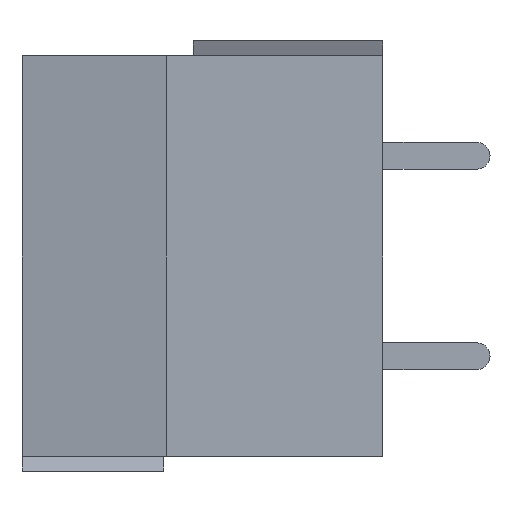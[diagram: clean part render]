
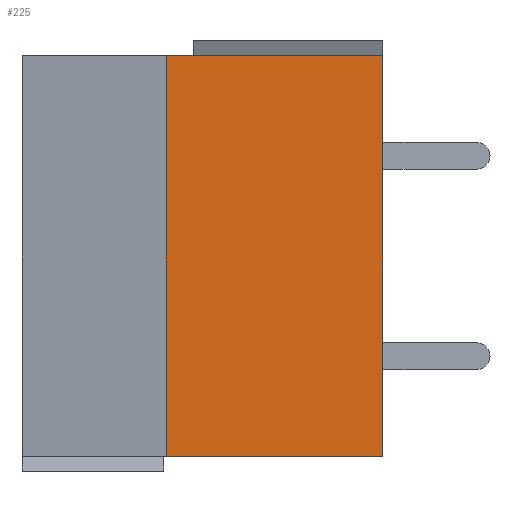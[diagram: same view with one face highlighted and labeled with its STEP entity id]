
A CAD part, left-side view. The second image highlights one B-rep face of the part: STEP entity #225.
In plain terms, the highlighted planar face has unit normal (-1, 0, 0).
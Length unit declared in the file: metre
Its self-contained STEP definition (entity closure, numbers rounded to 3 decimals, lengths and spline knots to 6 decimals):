
#225=ADVANCED_FACE('',(#592),#593,.T.);
#592=FACE_OUTER_BOUND('',#1119,.T.);
#593=PLANE('',#1120);
#1119=EDGE_LOOP('',(#1758,#1759,#1760,#1761));
#1120=AXIS2_PLACEMENT_3D('',#1762,#1763,#1764);
#1758=ORIENTED_EDGE('',*,*,#3255,.T.);
#1759=ORIENTED_EDGE('',*,*,#3161,.F.);
#1760=ORIENTED_EDGE('',*,*,#3256,.F.);
#1761=ORIENTED_EDGE('',*,*,#3257,.T.);
#1762=CARTESIAN_POINT('',(0.005924,-0.005492,0.0625));
#1763=DIRECTION('',(-1.0,0.0,0.));
#1764=DIRECTION('',(0.0,1.0,0.0));
#3161=EDGE_CURVE('',#3790,#3792,#3793,.T.);
#3255=EDGE_CURVE('',#3960,#3792,#3961,.T.);
#3256=EDGE_CURVE('',#3962,#3790,#3963,.T.);
#3257=EDGE_CURVE('',#3962,#3960,#3964,.T.);
#3790=VERTEX_POINT('',#4722);
#3792=VERTEX_POINT('',#4725);
#3793=LINE('',#4726,#4727);
#3960=VERTEX_POINT('',#4963);
#3961=LINE('',#4964,#4965);
#3962=VERTEX_POINT('',#4966);
#3963=LINE('',#4967,#4968);
#3964=LINE('',#4969,#4970);
#4722=CARTESIAN_POINT('',(0.005924,-0.013592,0.0475));
#4725=CARTESIAN_POINT('',(0.005924,-0.005492,0.0475));
#4726=CARTESIAN_POINT('',(0.005924,-0.005492,0.0475));
#4727=VECTOR('',#5996,1.0);
#4963=CARTESIAN_POINT('',(0.005924,-0.005492,0.0625));
#4964=CARTESIAN_POINT('',(0.005924,-0.005492,0.0625));
#4965=VECTOR('',#6092,1.0);
#4966=CARTESIAN_POINT('',(0.005924,-0.013592,0.0625));
#4967=CARTESIAN_POINT('',(0.005924,-0.013592,0.0625));
#4968=VECTOR('',#6093,1.0);
#4969=CARTESIAN_POINT('',(0.005924,-0.005492,0.0625));
#4970=VECTOR('',#6094,1.0);
#5996=DIRECTION('',(0.0,1.0,0.0));
#6092=DIRECTION('',(0.,0.0,-1.0));
#6093=DIRECTION('',(0.,0.0,-1.0));
#6094=DIRECTION('',(0.0,1.0,0.0));
